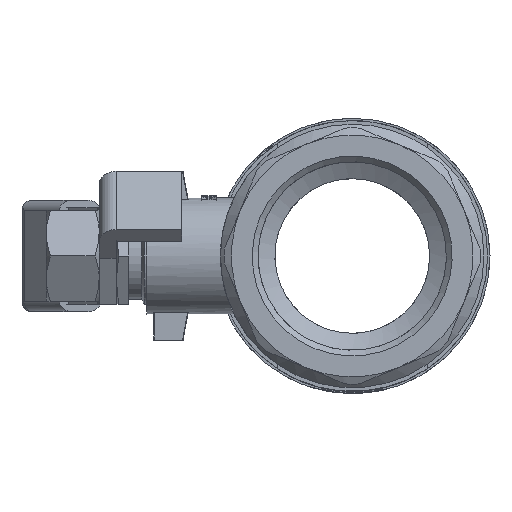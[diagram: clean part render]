
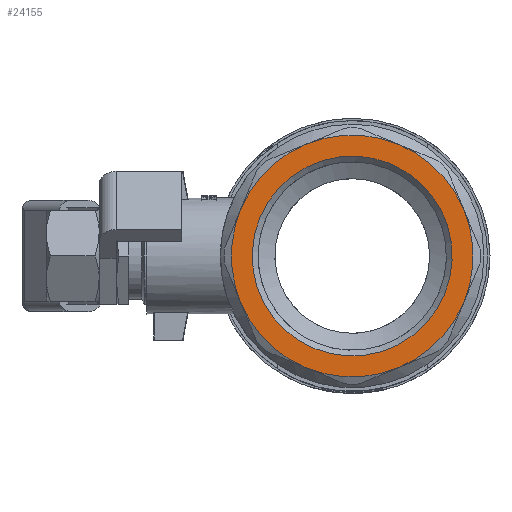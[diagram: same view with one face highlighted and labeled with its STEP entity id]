
A CAD part, left-side view. The second image highlights one B-rep face of the part: STEP entity #24155.
In plain terms, the highlighted face is planar.
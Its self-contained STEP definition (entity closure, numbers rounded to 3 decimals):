
#11719=ORIENTED_EDGE('',*,*,#15784,.F.);
#11720=ORIENTED_EDGE('',*,*,#15785,.F.);
#11721=ORIENTED_EDGE('',*,*,#15786,.F.);
#11722=ORIENTED_EDGE('',*,*,#15787,.F.);
#11723=ORIENTED_EDGE('',*,*,#15788,.F.);
#11724=ORIENTED_EDGE('',*,*,#15789,.F.);
#11725=ORIENTED_EDGE('',*,*,#15790,.F.);
#11726=ORIENTED_EDGE('',*,*,#15791,.F.);
#11727=ORIENTED_EDGE('',*,*,#15752,.F.);
#15752=EDGE_CURVE('',#18287,#18287,#18797,.T.);
#15784=EDGE_CURVE('',#18297,#18295,#18804,.T.);
#15785=EDGE_CURVE('',#18304,#18297,#18805,.T.);
#15786=EDGE_CURVE('',#18314,#18304,#18806,.T.);
#15787=EDGE_CURVE('',#18315,#18314,#18807,.T.);
#15788=EDGE_CURVE('',#18316,#18315,#18808,.T.);
#15789=EDGE_CURVE('',#18317,#18316,#18809,.T.);
#15790=EDGE_CURVE('',#18307,#18317,#18810,.T.);
#15791=EDGE_CURVE('',#18295,#18307,#18811,.T.);
#18287=VERTEX_POINT('',#53959);
#18295=VERTEX_POINT('',#54024);
#18297=VERTEX_POINT('',#54103);
#18304=VERTEX_POINT('',#54217);
#18307=VERTEX_POINT('',#54272);
#18314=VERTEX_POINT('',#54364);
#18315=VERTEX_POINT('',#54366);
#18316=VERTEX_POINT('',#54368);
#18317=VERTEX_POINT('',#54370);
#18797=CIRCLE('',#35643,20.676);
#18804=CIRCLE('',#35658,25.);
#18805=CIRCLE('',#35659,25.);
#18806=CIRCLE('',#35660,25.);
#18807=CIRCLE('',#35661,25.);
#18808=CIRCLE('',#35662,25.);
#18809=CIRCLE('',#35663,25.);
#18810=CIRCLE('',#35664,25.);
#18811=CIRCLE('',#35665,25.);
#20180=EDGE_LOOP('',(#11719,#11720,#11721,#11722,#11723,#11724,#11725,#11726));
#20181=EDGE_LOOP('',(#11727));
#21643=FACE_BOUND('',#20180,.T.);
#21644=FACE_BOUND('',#20181,.T.);
#22853=PLANE('',#35657);
#24155=ADVANCED_FACE('',(#21643,#21644),#22853,.T.);
#35643=AXIS2_PLACEMENT_3D('',#53958,#43532,#43533);
#35657=AXIS2_PLACEMENT_3D('',#54360,#43571,#43572);
#35658=AXIS2_PLACEMENT_3D('',#54361,#43573,#43574);
#35659=AXIS2_PLACEMENT_3D('',#54362,#43575,#43576);
#35660=AXIS2_PLACEMENT_3D('',#54363,#43577,#43578);
#35661=AXIS2_PLACEMENT_3D('',#54365,#43579,#43580);
#35662=AXIS2_PLACEMENT_3D('',#54367,#43581,#43582);
#35663=AXIS2_PLACEMENT_3D('',#54369,#43583,#43584);
#35664=AXIS2_PLACEMENT_3D('',#54371,#43585,#43586);
#35665=AXIS2_PLACEMENT_3D('',#54372,#43587,#43588);
#43532=DIRECTION('',(0.,0.,-1.));
#43533=DIRECTION('',(0.924,0.383,0.));
#43571=DIRECTION('',(0.,0.,-1.));
#43572=DIRECTION('',(-1.,0.,0.));
#43573=DIRECTION('',(0.,0.,1.));
#43574=DIRECTION('',(1.,0.,0.));
#43575=DIRECTION('',(0.,0.,1.));
#43576=DIRECTION('',(1.,0.,0.));
#43577=DIRECTION('',(0.,0.,1.));
#43578=DIRECTION('',(1.,0.,0.));
#43579=DIRECTION('',(0.,0.,1.));
#43580=DIRECTION('',(1.,0.,0.));
#43581=DIRECTION('',(0.,0.,1.));
#43582=DIRECTION('',(1.,0.,0.));
#43583=DIRECTION('',(0.,0.,1.));
#43584=DIRECTION('',(1.,0.,0.));
#43585=DIRECTION('',(0.,0.,1.));
#43586=DIRECTION('',(1.,0.,0.));
#43587=DIRECTION('',(0.,0.,1.));
#43588=DIRECTION('',(1.,0.,0.));
#53958=CARTESIAN_POINT('',(0.,0.,
-12.5));
#53959=CARTESIAN_POINT('',(19.102,7.912,-12.5));
#54024=CARTESIAN_POINT('',(-23.097,9.567,-12.5));
#54103=CARTESIAN_POINT('',(-9.567,23.097,-12.5));
#54217=CARTESIAN_POINT('',(9.567,23.097,-12.5));
#54272=CARTESIAN_POINT('',(-23.097,-9.567,-12.5));
#54360=CARTESIAN_POINT('',(22.717,7.374,-12.5));
#54361=CARTESIAN_POINT('',(0.,0.,-12.5));
#54362=CARTESIAN_POINT('',(0.,0.,-12.5));
#54363=CARTESIAN_POINT('',(0.,0.,-12.5));
#54364=CARTESIAN_POINT('',(23.097,9.567,-12.5));
#54365=CARTESIAN_POINT('',(0.,0.,-12.5));
#54366=CARTESIAN_POINT('',(23.097,-9.567,-12.5));
#54367=CARTESIAN_POINT('',(0.,0.,-12.5));
#54368=CARTESIAN_POINT('',(9.567,-23.097,-12.5));
#54369=CARTESIAN_POINT('',(0.,0.,-12.5));
#54370=CARTESIAN_POINT('',(-9.567,-23.097,-12.5));
#54371=CARTESIAN_POINT('',(0.,0.,-12.5));
#54372=CARTESIAN_POINT('',(0.,0.,-12.5));
